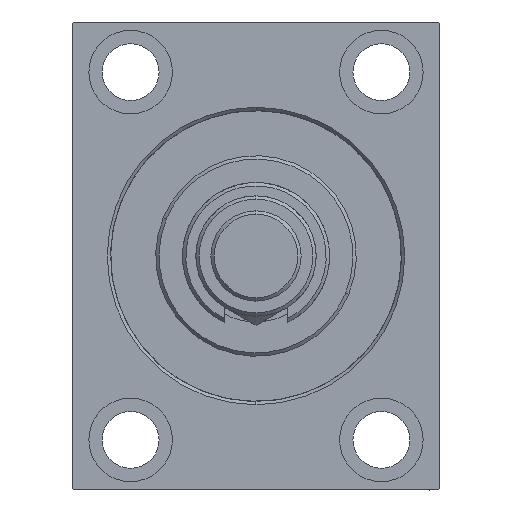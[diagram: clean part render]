
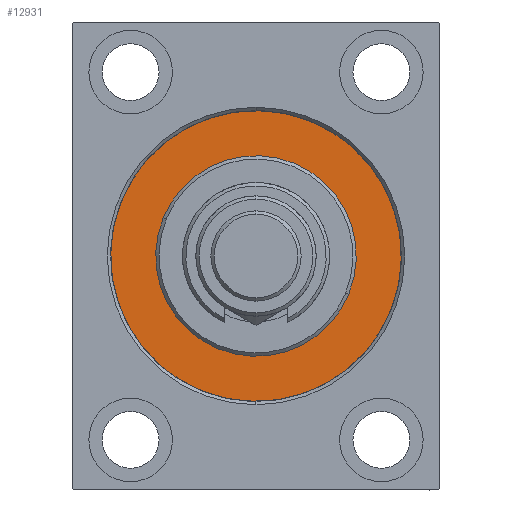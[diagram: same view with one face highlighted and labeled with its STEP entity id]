
A CAD part, left-side view. The second image highlights one B-rep face of the part: STEP entity #12931.
In plain terms, the highlighted face is planar.
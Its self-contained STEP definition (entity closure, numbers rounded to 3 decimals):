
#1231 = PLANE ( 'NONE',  #26855 ) ;
#1312 = DIRECTION ( 'NONE',  ( -1., 0., 0. ) ) ;
#2116 = CARTESIAN_POINT ( 'NONE',  ( 0., 0., 0. ) ) ;
#3908 = AXIS2_PLACEMENT_3D ( 'NONE', #2116, #27782, #45832 ) ;
#4791 = FACE_OUTER_BOUND ( 'NONE', #29076, .T. ) ;
#6679 = AXIS2_PLACEMENT_3D ( 'NONE', #35788, #25069, #43599 ) ;
#7760 = CARTESIAN_POINT ( 'NONE',  ( 0., 0., 43.5 ) ) ;
#8586 = DIRECTION ( 'NONE',  ( 0., 0., 1. ) ) ;
#10918 = EDGE_CURVE ( 'NONE', #37434, #22893, #20983, .T. ) ;
#12160 = FACE_BOUND ( 'NONE', #28291, .T. ) ;
#12931 = ADVANCED_FACE ( 'NONE', ( #12160, #4791 ), #1231, .F. ) ;
#17138 = ORIENTED_EDGE ( 'NONE', *, *, #42903, .F. ) ;
#20983 = CIRCLE ( 'NONE', #22494, 30. ) ;
#21112 = CIRCLE ( 'NONE', #21857, 43.5 ) ;
#21857 = AXIS2_PLACEMENT_3D ( 'NONE', #37446, #1312, #23161 ) ;
#22494 = AXIS2_PLACEMENT_3D ( 'NONE', #23449, #26786, #37739 ) ;
#22574 = CIRCLE ( 'NONE', #6679, 30. ) ;
#22893 = VERTEX_POINT ( 'NONE', #43377 ) ;
#23161 = DIRECTION ( 'NONE',  ( 0., 0., 1. ) ) ;
#23449 = CARTESIAN_POINT ( 'NONE',  ( 0., 0., 0. ) ) ;
#24107 = ORIENTED_EDGE ( 'NONE', *, *, #28393, .F. ) ;
#25069 = DIRECTION ( 'NONE',  ( 1., 0., 0. ) ) ;
#25938 = DIRECTION ( 'NONE',  ( -1., 0., 0. ) ) ;
#26786 = DIRECTION ( 'NONE',  ( 1., 0., 0. ) ) ;
#26855 = AXIS2_PLACEMENT_3D ( 'NONE', #40214, #25938, #8586 ) ;
#27782 = DIRECTION ( 'NONE',  ( -1., 0., 0. ) ) ;
#28291 = EDGE_LOOP ( 'NONE', ( #45707, #33566 ) ) ;
#28393 = EDGE_CURVE ( 'NONE', #43623, #37189, #21112, .T. ) ;
#29076 = EDGE_LOOP ( 'NONE', ( #24107, #17138 ) ) ;
#33566 = ORIENTED_EDGE ( 'NONE', *, *, #10918, .F. ) ;
#35788 = CARTESIAN_POINT ( 'NONE',  ( 0., 0., 0. ) ) ;
#37189 = VERTEX_POINT ( 'NONE', #7760 ) ;
#37434 = VERTEX_POINT ( 'NONE', #41223 ) ;
#37446 = CARTESIAN_POINT ( 'NONE',  ( 0., 0., 0. ) ) ;
#37739 = DIRECTION ( 'NONE',  ( 0., 0., -1. ) ) ;
#40214 = CARTESIAN_POINT ( 'NONE',  ( 0., 0., 0. ) ) ;
#41223 = CARTESIAN_POINT ( 'NONE',  ( 0., 0., -30. ) ) ;
#42903 = EDGE_CURVE ( 'NONE', #37189, #43623, #44899, .T. ) ;
#43026 = CARTESIAN_POINT ( 'NONE',  ( 0., 0., -43.5 ) ) ;
#43377 = CARTESIAN_POINT ( 'NONE',  ( 0., 0., 30. ) ) ;
#43599 = DIRECTION ( 'NONE',  ( 0., 0., -1. ) ) ;
#43623 = VERTEX_POINT ( 'NONE', #43026 ) ;
#44188 = EDGE_CURVE ( 'NONE', #22893, #37434, #22574, .T. ) ;
#44899 = CIRCLE ( 'NONE', #3908, 43.5 ) ;
#45707 = ORIENTED_EDGE ( 'NONE', *, *, #44188, .F. ) ;
#45832 = DIRECTION ( 'NONE',  ( 0., 0., 1. ) ) ;
